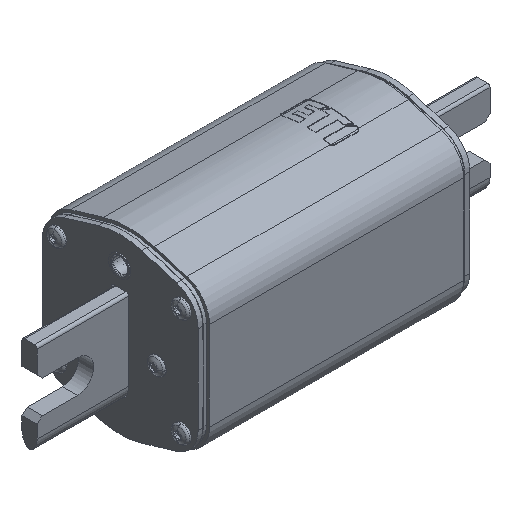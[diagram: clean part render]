
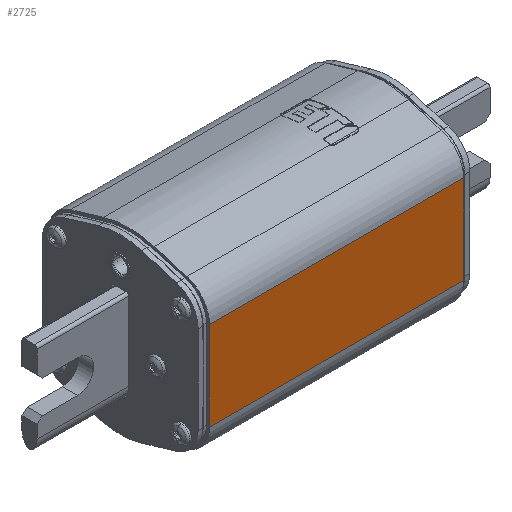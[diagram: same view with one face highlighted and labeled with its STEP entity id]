
A CAD part, isometric view. The second image highlights one B-rep face of the part: STEP entity #2725.
In plain terms, the highlighted planar face has unit normal (0, -1, 0).
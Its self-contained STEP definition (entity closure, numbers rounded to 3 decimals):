
#360=DIRECTION('',(1.,0.,0.));
#361=VECTOR('',#360,101.);
#362=CARTESIAN_POINT('',(-50.5,-32.,-17.676));
#363=LINE('',#362,#361);
#374=DIRECTION('',(0.,0.,1.));
#375=VECTOR('',#374,35.351);
#376=CARTESIAN_POINT('',(-50.5,-32.,-17.676));
#377=LINE('',#376,#375);
#388=DIRECTION('',(-1.,0.,0.));
#389=VECTOR('',#388,101.);
#390=CARTESIAN_POINT('',(50.5,-32.,17.676));
#391=LINE('',#390,#389);
#1028=DIRECTION('',(0.,0.,1.));
#1029=VECTOR('',#1028,35.351);
#1030=CARTESIAN_POINT('',(50.5,-32.,-17.676));
#1031=LINE('',#1030,#1029);
#2301=CARTESIAN_POINT('',(-50.5,-32.,-17.676));
#2303=VERTEX_POINT('',#2301);
#2323=CARTESIAN_POINT('',(-50.5,-32.,17.676));
#2324=VERTEX_POINT('',#2323);
#2353=CARTESIAN_POINT('',(50.5,-32.,-17.676));
#2354=VERTEX_POINT('',#2353);
#2357=CARTESIAN_POINT('',(50.5,-32.,17.676));
#2358=VERTEX_POINT('',#2357);
#2712=CARTESIAN_POINT('',(-50.5,-32.,17.676));
#2713=DIRECTION('',(0.,-1.,0.));
#2714=DIRECTION('',(0.,0.,-1.));
#2715=AXIS2_PLACEMENT_3D('',#2712,#2713,#2714);
#2716=PLANE('',#2715);
#2717=ORIENTED_EDGE('',*,*,#2654,.T.);
#2719=ORIENTED_EDGE('',*,*,#2718,.F.);
#2721=ORIENTED_EDGE('',*,*,#2720,.F.);
#2722=ORIENTED_EDGE('',*,*,#2703,.F.);
#2723=EDGE_LOOP('',(#2717,#2719,#2721,#2722));
#2724=FACE_OUTER_BOUND('',#2723,.F.);
#2654=EDGE_CURVE('',#2303,#2324,#377,.T.);
#2703=EDGE_CURVE('',#2303,#2354,#363,.T.);
#2718=EDGE_CURVE('',#2358,#2324,#391,.T.);
#2720=EDGE_CURVE('',#2354,#2358,#1031,.T.);
#2725=ADVANCED_FACE('',(#2724),#2716,.T.);
